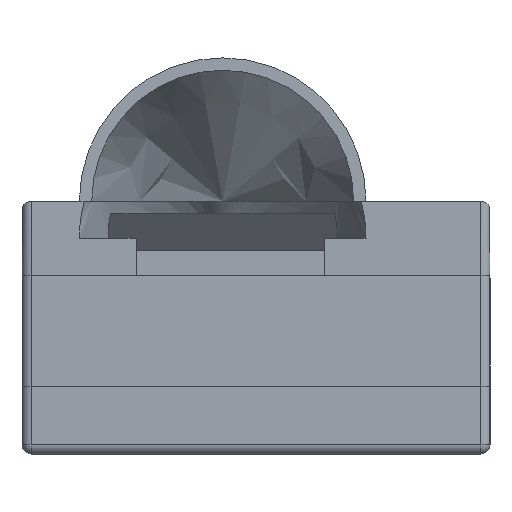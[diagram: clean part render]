
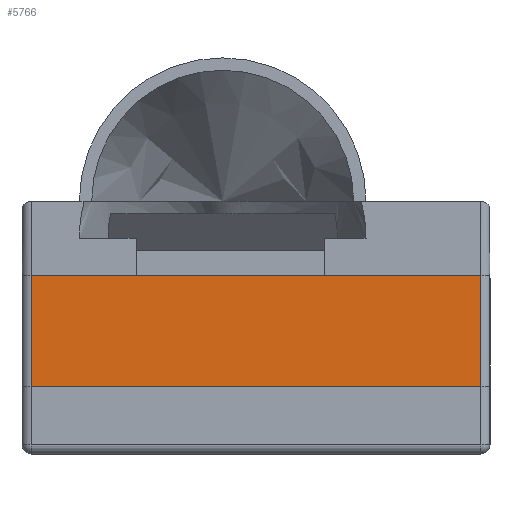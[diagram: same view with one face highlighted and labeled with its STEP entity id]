
A CAD part, left-side view. The second image highlights one B-rep face of the part: STEP entity #5766.
In plain terms, the highlighted planar face has unit normal (-1, 0, 0).
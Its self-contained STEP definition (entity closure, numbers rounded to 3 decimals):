
#3938 = PLANE('',#3939);
#3939 = AXIS2_PLACEMENT_3D('',#3940,#3941,#3942);
#3940 = CARTESIAN_POINT('',(158.,-102.85,6.5));
#3941 = DIRECTION('',(0.,0.,-1.));
#3942 = DIRECTION('',(0.,1.,0.));
#4089 = VERTEX_POINT('',#4090);
#4090 = CARTESIAN_POINT('',(128.108,-121.07,6.5));
#4105 = CYLINDRICAL_SURFACE('',#4106,0.75);
#4106 = AXIS2_PLACEMENT_3D('',#4107,#4108,#4109);
#4107 = CARTESIAN_POINT('',(128.858,-121.07,6.5));
#4108 = DIRECTION('',(0.,0.,1.));
#4109 = DIRECTION('',(0.,-1.,0.));
#4117 = EDGE_CURVE('',#4089,#4118,#4120,.T.);
#4118 = VERTEX_POINT('',#4119);
#4119 = CARTESIAN_POINT('',(128.108,-84.63,6.5));
#4120 = SURFACE_CURVE('',#4121,(#4125,#4132),.PCURVE_S1.);
#4121 = LINE('',#4122,#4123);
#4122 = CARTESIAN_POINT('',(128.108,-121.82,6.5));
#4123 = VECTOR('',#4124,1.);
#4124 = DIRECTION('',(0.,1.,0.));
#4125 = PCURVE('',#3938,#4126);
#4126 = DEFINITIONAL_REPRESENTATION('',(#4127),#4131);
#4127 = LINE('',#4128,#4129);
#4128 = CARTESIAN_POINT('',(-18.97,-29.892));
#4129 = VECTOR('',#4130,1.);
#4130 = DIRECTION('',(1.,0.));
#4131 = ( GEOMETRIC_REPRESENTATION_CONTEXT(2) 
PARAMETRIC_REPRESENTATION_CONTEXT() REPRESENTATION_CONTEXT('2D SPACE',''
  ) );
#4132 = PCURVE('',#4133,#4138);
#4133 = PLANE('',#4134);
#4134 = AXIS2_PLACEMENT_3D('',#4135,#4136,#4137);
#4135 = CARTESIAN_POINT('',(128.108,-121.82,6.5));
#4136 = DIRECTION('',(-1.,0.,0.));
#4137 = DIRECTION('',(0.,1.,0.));
#4138 = DEFINITIONAL_REPRESENTATION('',(#4139),#4143);
#4139 = LINE('',#4140,#4141);
#4140 = CARTESIAN_POINT('',(0.,-0.));
#4141 = VECTOR('',#4142,1.);
#4142 = DIRECTION('',(1.,0.));
#4143 = ( GEOMETRIC_REPRESENTATION_CONTEXT(2) 
PARAMETRIC_REPRESENTATION_CONTEXT() REPRESENTATION_CONTEXT('2D SPACE',''
  ) );
#4166 = CYLINDRICAL_SURFACE('',#4167,0.75);
#4167 = AXIS2_PLACEMENT_3D('',#4168,#4169,#4170);
#4168 = CARTESIAN_POINT('',(128.858,-84.63,6.5));
#4169 = DIRECTION('',(0.,0.,1.));
#4170 = DIRECTION('',(0.,1.,0.));
#5555 = PLANE('',#5556);
#5556 = AXIS2_PLACEMENT_3D('',#5557,#5558,#5559);
#5557 = CARTESIAN_POINT('',(158.,-102.85,15.5));
#5558 = DIRECTION('',(0.,0.,-1.));
#5559 = DIRECTION('',(0.,1.,0.));
#5667 = EDGE_CURVE('',#4118,#5668,#5670,.T.);
#5668 = VERTEX_POINT('',#5669);
#5669 = CARTESIAN_POINT('',(128.108,-84.63,15.5));
#5670 = SURFACE_CURVE('',#5671,(#5675,#5682),.PCURVE_S1.);
#5671 = LINE('',#5672,#5673);
#5672 = CARTESIAN_POINT('',(128.108,-84.63,6.5));
#5673 = VECTOR('',#5674,1.);
#5674 = DIRECTION('',(0.,0.,1.));
#5675 = PCURVE('',#4166,#5676);
#5676 = DEFINITIONAL_REPRESENTATION('',(#5677),#5681);
#5677 = LINE('',#5678,#5679);
#5678 = CARTESIAN_POINT('',(1.571,0.));
#5679 = VECTOR('',#5680,1.);
#5680 = DIRECTION('',(0.,1.));
#5681 = ( GEOMETRIC_REPRESENTATION_CONTEXT(2) 
PARAMETRIC_REPRESENTATION_CONTEXT() REPRESENTATION_CONTEXT('2D SPACE',''
  ) );
#5682 = PCURVE('',#4133,#5683);
#5683 = DEFINITIONAL_REPRESENTATION('',(#5684),#5688);
#5684 = LINE('',#5685,#5686);
#5685 = CARTESIAN_POINT('',(37.19,0.));
#5686 = VECTOR('',#5687,1.);
#5687 = DIRECTION('',(0.,-1.));
#5688 = ( GEOMETRIC_REPRESENTATION_CONTEXT(2) 
PARAMETRIC_REPRESENTATION_CONTEXT() REPRESENTATION_CONTEXT('2D SPACE',''
  ) );
#5722 = VERTEX_POINT('',#5723);
#5723 = CARTESIAN_POINT('',(128.108,-121.07,15.5));
#5745 = EDGE_CURVE('',#4089,#5722,#5746,.T.);
#5746 = SURFACE_CURVE('',#5747,(#5751,#5758),.PCURVE_S1.);
#5747 = LINE('',#5748,#5749);
#5748 = CARTESIAN_POINT('',(128.108,-121.07,6.5));
#5749 = VECTOR('',#5750,1.);
#5750 = DIRECTION('',(0.,0.,1.));
#5751 = PCURVE('',#4105,#5752);
#5752 = DEFINITIONAL_REPRESENTATION('',(#5753),#5757);
#5753 = LINE('',#5754,#5755);
#5754 = CARTESIAN_POINT('',(4.712,0.));
#5755 = VECTOR('',#5756,1.);
#5756 = DIRECTION('',(-0.,1.));
#5757 = ( GEOMETRIC_REPRESENTATION_CONTEXT(2) 
PARAMETRIC_REPRESENTATION_CONTEXT() REPRESENTATION_CONTEXT('2D SPACE',''
  ) );
#5758 = PCURVE('',#4133,#5759);
#5759 = DEFINITIONAL_REPRESENTATION('',(#5760),#5764);
#5760 = LINE('',#5761,#5762);
#5761 = CARTESIAN_POINT('',(0.75,0.));
#5762 = VECTOR('',#5763,1.);
#5763 = DIRECTION('',(0.,-1.));
#5764 = ( GEOMETRIC_REPRESENTATION_CONTEXT(2) 
PARAMETRIC_REPRESENTATION_CONTEXT() REPRESENTATION_CONTEXT('2D SPACE',''
  ) );
#5766 = ADVANCED_FACE('',(#5767),#4133,.T.);
#5767 = FACE_BOUND('',#5768,.T.);
#5768 = EDGE_LOOP('',(#5769,#5770,#5771,#5792));
#5769 = ORIENTED_EDGE('',*,*,#4117,.F.);
#5770 = ORIENTED_EDGE('',*,*,#5745,.T.);
#5771 = ORIENTED_EDGE('',*,*,#5772,.T.);
#5772 = EDGE_CURVE('',#5722,#5668,#5773,.T.);
#5773 = SURFACE_CURVE('',#5774,(#5778,#5785),.PCURVE_S1.);
#5774 = LINE('',#5775,#5776);
#5775 = CARTESIAN_POINT('',(128.108,-121.82,15.5));
#5776 = VECTOR('',#5777,1.);
#5777 = DIRECTION('',(0.,1.,0.));
#5778 = PCURVE('',#4133,#5779);
#5779 = DEFINITIONAL_REPRESENTATION('',(#5780),#5784);
#5780 = LINE('',#5781,#5782);
#5781 = CARTESIAN_POINT('',(0.,-9.));
#5782 = VECTOR('',#5783,1.);
#5783 = DIRECTION('',(1.,0.));
#5784 = ( GEOMETRIC_REPRESENTATION_CONTEXT(2) 
PARAMETRIC_REPRESENTATION_CONTEXT() REPRESENTATION_CONTEXT('2D SPACE',''
  ) );
#5785 = PCURVE('',#5555,#5786);
#5786 = DEFINITIONAL_REPRESENTATION('',(#5787),#5791);
#5787 = LINE('',#5788,#5789);
#5788 = CARTESIAN_POINT('',(-18.97,-29.892));
#5789 = VECTOR('',#5790,1.);
#5790 = DIRECTION('',(1.,0.));
#5791 = ( GEOMETRIC_REPRESENTATION_CONTEXT(2) 
PARAMETRIC_REPRESENTATION_CONTEXT() REPRESENTATION_CONTEXT('2D SPACE',''
  ) );
#5792 = ORIENTED_EDGE('',*,*,#5667,.F.);
